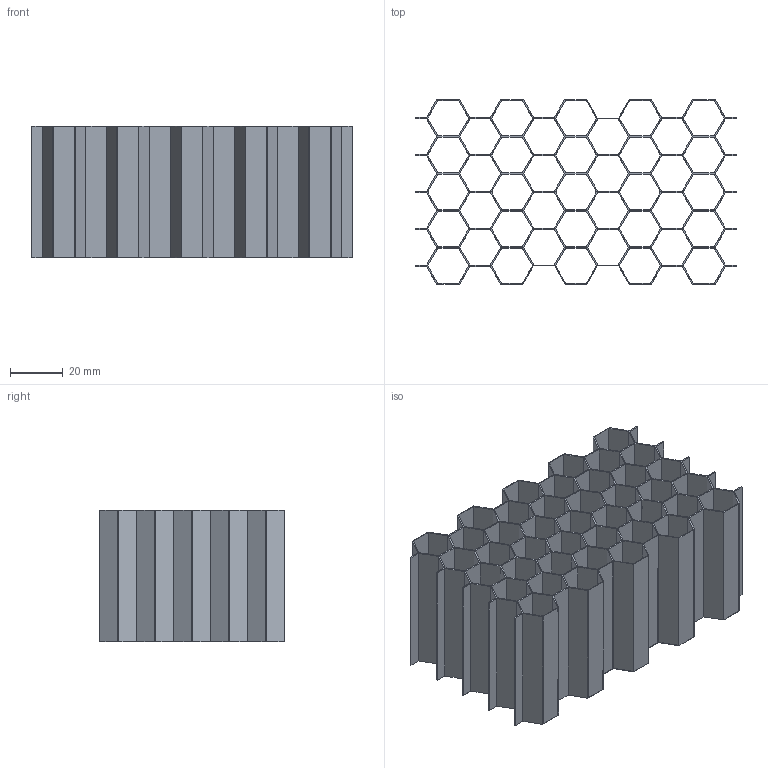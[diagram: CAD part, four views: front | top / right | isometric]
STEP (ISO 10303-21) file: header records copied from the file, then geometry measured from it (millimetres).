
FILE_DESCRIPTION(/* description */ (''),/* implementation_level */ '2;1');
FILE_NAME(/* name */ 'Honeycomb.step',/* time_stamp */ '2022-09-30T14:32:58+02:00',/* author */ (''),/* organization */ (''),/* preprocessor_version */ 'ST-DEVELOPER v19',/* originating_system */ 'Autodesk Translation Framework v11.7.0.108',/* authorisation */ '');
FILE_SCHEMA (('AUTOMOTIVE_DESIGN { 1 0 10303 214 3 1 1 }'));
Length unit declared in the file: millimetre
Products named in the file (1): Honeycomb
Bounding box: 121.6 x 70 x 50 mm (x, y, z)
Volume: 28921.1 mm3; surface area: 124073.3 mm2
Topology: 1 solids, 1 shells, 354 faces, 1056 edges, 702 vertices
Faces by surface type: plane 354
Entity records: 11833 total; most frequent: CARTESIAN_POINT 2113, ORIENTED_EDGE 2112, DIRECTION 1766, LINE 1056, VECTOR 1056, EDGE_CURVE 1056, VERTEX_POINT 702, EDGE_LOOP 436
